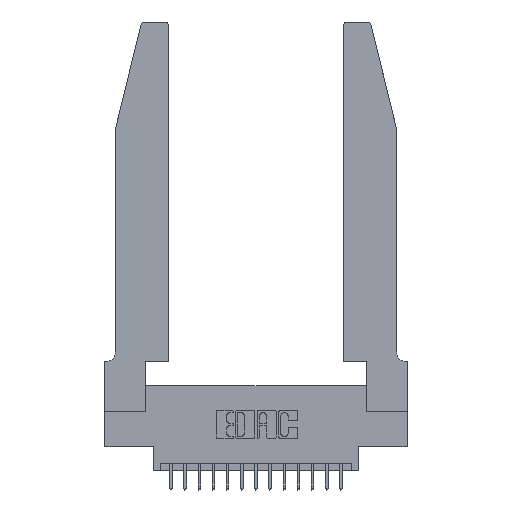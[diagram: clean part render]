
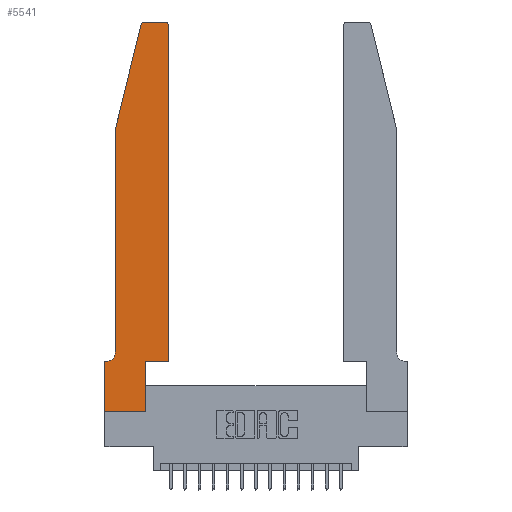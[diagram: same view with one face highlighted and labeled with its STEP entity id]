
A CAD part, top view. The second image highlights one B-rep face of the part: STEP entity #5541.
In plain terms, the highlighted planar face has unit normal (0, 0, 1).
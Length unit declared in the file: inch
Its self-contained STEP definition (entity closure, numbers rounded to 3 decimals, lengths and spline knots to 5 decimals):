
#13 = EDGE_CURVE ( 'NONE', #16427, #11767, #9464, .T. ) ;
#192 = DIRECTION ( 'NONE',  ( -1., 0., 0. ) ) ;
#223 = CARTESIAN_POINT ( 'NONE',  ( 0.2865, 0., 0.37 ) ) ;
#459 = DIRECTION ( 'NONE',  ( -0.239, -0.971, 0. ) ) ;
#731 = CARTESIAN_POINT ( 'NONE',  ( 0.0755, 0.42, 0.37 ) ) ;
#932 = CARTESIAN_POINT ( 'NONE',  ( 0.4505, 2.72, 0.37 ) ) ;
#1191 = CIRCLE ( 'NONE', #15418, 0.07 ) ;
#1381 = ORIENTED_EDGE ( 'NONE', *, *, #14494, .T. ) ;
#1547 = LINE ( 'NONE', #15116, #8425 ) ;
#1625 = CARTESIAN_POINT ( 'NONE',  ( 0.4205, 2.75, 0.37 ) ) ;
#1848 = CARTESIAN_POINT ( 'NONE',  ( 0.0755, 0.35, 0.37 ) ) ;
#1857 = EDGE_CURVE ( 'NONE', #11767, #13964, #18719, .T. ) ;
#2108 = ORIENTED_EDGE ( 'NONE', *, *, #17175, .T. ) ;
#2820 = PLANE ( 'NONE',  #18081 ) ;
#3536 = VERTEX_POINT ( 'NONE', #1625 ) ;
#4017 = DIRECTION ( 'NONE',  ( 0., 0., 1. ) ) ;
#4041 = CARTESIAN_POINT ( 'NONE',  ( 0., 0., 0.37 ) ) ;
#4371 = EDGE_CURVE ( 'NONE', #11775, #9260, #8761, .T. ) ;
#4528 = CARTESIAN_POINT ( 'NONE',  ( 0., 0.35, 0.37 ) ) ;
#5188 = AXIS2_PLACEMENT_3D ( 'NONE', #11091, #15498, #9363 ) ;
#5415 = DIRECTION ( 'NONE',  ( 1., 0., 0. ) ) ;
#5541 = ADVANCED_FACE ( 'NONE', ( #8500 ), #2820, .T. ) ;
#5677 = DIRECTION ( 'NONE',  ( 0., -1., 0. ) ) ;
#6038 = VERTEX_POINT ( 'NONE', #9155 ) ;
#6086 = DIRECTION ( 'NONE',  ( -1., 0., 0. ) ) ;
#6392 = VECTOR ( 'NONE', #459, 39.37008 ) ;
#6570 = CARTESIAN_POINT ( 'NONE',  ( 0., 0., 0.37 ) ) ;
#6699 = DIRECTION ( 'NONE',  ( 0., 1., 0. ) ) ;
#6866 = CARTESIAN_POINT ( 'NONE',  ( 0.284, 2.75, 0.37 ) ) ;
#7209 = CARTESIAN_POINT ( 'NONE',  ( 0.4505, 0.35, 0.37 ) ) ;
#7489 = DIRECTION ( 'NONE',  ( 1., 0., 0. ) ) ;
#7541 = LINE ( 'NONE', #17717, #7850 ) ;
#7651 = ORIENTED_EDGE ( 'NONE', *, *, #12470, .T. ) ;
#7850 = VECTOR ( 'NONE', #6086, 39.37008 ) ;
#7942 = EDGE_CURVE ( 'NONE', #3536, #15360, #7541, .T. ) ;
#8024 = ORIENTED_EDGE ( 'NONE', *, *, #12636, .T. ) ;
#8155 = CARTESIAN_POINT ( 'NONE',  ( 0.2865, 0.35, 0.37 ) ) ;
#8314 = LINE ( 'NONE', #15621, #6392 ) ;
#8339 = CIRCLE ( 'NONE', #8958, 0.03 ) ;
#8425 = VECTOR ( 'NONE', #13448, 39.37008 ) ;
#8500 = FACE_OUTER_BOUND ( 'NONE', #9246, .T. ) ;
#8761 = LINE ( 'NONE', #7209, #8842 ) ;
#8842 = VECTOR ( 'NONE', #7489, 39.37008 ) ;
#8949 = EDGE_CURVE ( 'NONE', #13964, #10383, #9688, .T. ) ;
#8958 = AXIS2_PLACEMENT_3D ( 'NONE', #12474, #9630, #5415 ) ;
#9145 = DIRECTION ( 'NONE',  ( 0., 0., -1. ) ) ;
#9155 = CARTESIAN_POINT ( 'NONE',  ( 0.25487, 2.72718, 0.37 ) ) ;
#9246 = EDGE_LOOP ( 'NONE', ( #10052, #1381, #7651, #8024, #10165, #18514, #10817, #9671, #2108, #14426, #9951, #14814 ) ) ;
#9260 = VERTEX_POINT ( 'NONE', #9826 ) ;
#9273 = VECTOR ( 'NONE', #6699, 39.37008 ) ;
#9363 = DIRECTION ( 'NONE',  ( 1., 0., 0. ) ) ;
#9464 = LINE ( 'NONE', #1848, #14415 ) ;
#9630 = DIRECTION ( 'NONE',  ( 0., 0., 1. ) ) ;
#9671 = ORIENTED_EDGE ( 'NONE', *, *, #8949, .T. ) ;
#9688 = LINE ( 'NONE', #6570, #18030 ) ;
#9826 = CARTESIAN_POINT ( 'NONE',  ( 0.4505, 0.35, 0.37 ) ) ;
#9951 = ORIENTED_EDGE ( 'NONE', *, *, #18141, .T. ) ;
#9959 = DIRECTION ( 'NONE',  ( 1., 0., 0. ) ) ;
#10052 = ORIENTED_EDGE ( 'NONE', *, *, #7942, .T. ) ;
#10165 = ORIENTED_EDGE ( 'NONE', *, *, #16574, .T. ) ;
#10383 = VERTEX_POINT ( 'NONE', #223 ) ;
#10413 = VECTOR ( 'NONE', #5677, 39.37008 ) ;
#10817 = ORIENTED_EDGE ( 'NONE', *, *, #1857, .T. ) ;
#11091 = CARTESIAN_POINT ( 'NONE',  ( 0.284, 2.72, 0.37 ) ) ;
#11195 = VERTEX_POINT ( 'NONE', #13772 ) ;
#11767 = VERTEX_POINT ( 'NONE', #4528 ) ;
#11775 = VERTEX_POINT ( 'NONE', #14227 ) ;
#12022 = CARTESIAN_POINT ( 'NONE',  ( 0., 0., 0.37 ) ) ;
#12138 = DIRECTION ( 'NONE',  ( -1., 0., 0. ) ) ;
#12384 = LINE ( 'NONE', #8155, #9273 ) ;
#12470 = EDGE_CURVE ( 'NONE', #6038, #11195, #8314, .T. ) ;
#12474 = CARTESIAN_POINT ( 'NONE',  ( 0.4205, 2.72, 0.37 ) ) ;
#12636 = EDGE_CURVE ( 'NONE', #11195, #18398, #18710, .T. ) ;
#13421 = CARTESIAN_POINT ( 'NONE',  ( 0.0055, 0.42, 0.37 ) ) ;
#13448 = DIRECTION ( 'NONE',  ( 0., 1., 0. ) ) ;
#13772 = CARTESIAN_POINT ( 'NONE',  ( 0.0755, 2., 0.37 ) ) ;
#13962 = VECTOR ( 'NONE', #15827, 39.37008 ) ;
#13964 = VERTEX_POINT ( 'NONE', #12022 ) ;
#14184 = CARTESIAN_POINT ( 'NONE',  ( 0.0755, 2., 0.37 ) ) ;
#14227 = CARTESIAN_POINT ( 'NONE',  ( 0.2865, 0.35, 0.37 ) ) ;
#14415 = VECTOR ( 'NONE', #12138, 39.37008 ) ;
#14426 = ORIENTED_EDGE ( 'NONE', *, *, #4371, .T. ) ;
#14494 = EDGE_CURVE ( 'NONE', #15360, #6038, #15989, .T. ) ;
#14814 = ORIENTED_EDGE ( 'NONE', *, *, #17355, .T. ) ;
#15116 = CARTESIAN_POINT ( 'NONE',  ( 0.4505, 0.35, 0.37 ) ) ;
#15285 = VERTEX_POINT ( 'NONE', #932 ) ;
#15301 = CARTESIAN_POINT ( 'NONE',  ( 0.0055, 0.35, 0.37 ) ) ;
#15360 = VERTEX_POINT ( 'NONE', #6866 ) ;
#15418 = AXIS2_PLACEMENT_3D ( 'NONE', #13421, #9145, #192 ) ;
#15498 = DIRECTION ( 'NONE',  ( 0., 0., 1. ) ) ;
#15621 = CARTESIAN_POINT ( 'NONE',  ( 0.0755, 2., 0.37 ) ) ;
#15827 = DIRECTION ( 'NONE',  ( 0., -1., 0. ) ) ;
#15989 = CIRCLE ( 'NONE', #5188, 0.03 ) ;
#16427 = VERTEX_POINT ( 'NONE', #15301 ) ;
#16574 = EDGE_CURVE ( 'NONE', #18398, #16427, #1191, .T. ) ;
#17175 = EDGE_CURVE ( 'NONE', #10383, #11775, #12384, .T. ) ;
#17355 = EDGE_CURVE ( 'NONE', #15285, #3536, #8339, .T. ) ;
#17717 = CARTESIAN_POINT ( 'NONE',  ( 0.2605, 2.75, 0.37 ) ) ;
#18030 = VECTOR ( 'NONE', #18313, 39.37008 ) ;
#18081 = AXIS2_PLACEMENT_3D ( 'NONE', #18689, #4017, #9959 ) ;
#18141 = EDGE_CURVE ( 'NONE', #9260, #15285, #1547, .T. ) ;
#18313 = DIRECTION ( 'NONE',  ( 1., 0., 0. ) ) ;
#18398 = VERTEX_POINT ( 'NONE', #731 ) ;
#18514 = ORIENTED_EDGE ( 'NONE', *, *, #13, .T. ) ;
#18689 = CARTESIAN_POINT ( 'NONE',  ( 0., 0.35, 0.37 ) ) ;
#18710 = LINE ( 'NONE', #14184, #10413 ) ;
#18719 = LINE ( 'NONE', #4041, #13962 ) ;
